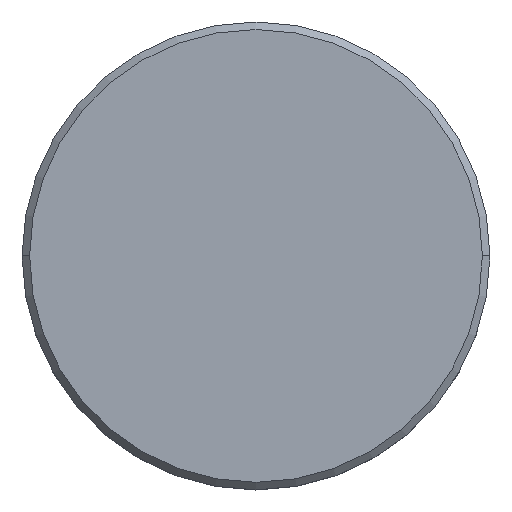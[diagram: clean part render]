
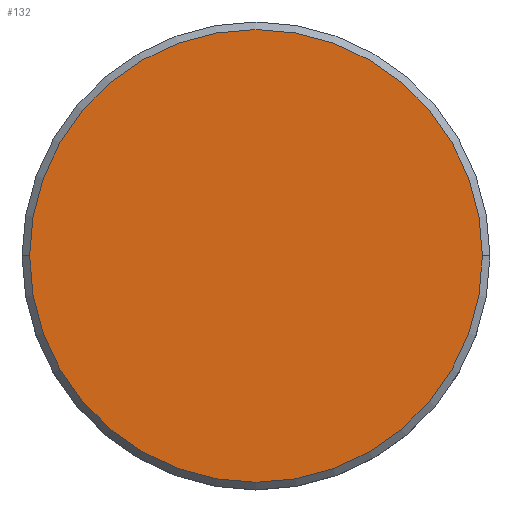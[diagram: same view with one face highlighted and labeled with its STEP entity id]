
A CAD part, top view. The second image highlights one B-rep face of the part: STEP entity #132.
In plain terms, the highlighted planar face has unit normal (0, 0, 1).
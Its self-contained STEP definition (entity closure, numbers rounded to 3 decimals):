
#49 = VERTEX_POINT ( 'NONE', #979 ) ;
#94 = AXIS2_PLACEMENT_3D ( 'NONE', #665, #882, #887 ) ;
#106 = PLANE ( 'NONE',  #800 ) ;
#132 = ADVANCED_FACE ( 'NONE', ( #551 ), #106, .T. ) ;
#212 = ORIENTED_EDGE ( 'NONE', *, *, #845, .T. ) ;
#273 = VERTEX_POINT ( 'NONE', #833 ) ;
#354 = DIRECTION ( 'NONE',  ( 0., 0., 1. ) ) ;
#444 = EDGE_CURVE ( 'NONE', #49, #273, #778, .T. ) ;
#551 = FACE_OUTER_BOUND ( 'NONE', #718, .T. ) ;
#569 = CARTESIAN_POINT ( 'NONE',  ( 0., 0., 0. ) ) ;
#573 = AXIS2_PLACEMENT_3D ( 'NONE', #569, #851, #857 ) ;
#648 = CARTESIAN_POINT ( 'NONE',  ( 0., 0., 0. ) ) ;
#665 = CARTESIAN_POINT ( 'NONE',  ( 0., 0., 0. ) ) ;
#718 = EDGE_LOOP ( 'NONE', ( #212, #1045 ) ) ;
#729 = DIRECTION ( 'NONE',  ( 1., 0., 0. ) ) ;
#778 = CIRCLE ( 'NONE', #573, 15. ) ;
#800 = AXIS2_PLACEMENT_3D ( 'NONE', #648, #354, #729 ) ;
#833 = CARTESIAN_POINT ( 'NONE',  ( -15., 0., 0. ) ) ;
#845 = EDGE_CURVE ( 'NONE', #273, #49, #1180, .T. ) ;
#851 = DIRECTION ( 'NONE',  ( 0., 0., 1. ) ) ;
#857 = DIRECTION ( 'NONE',  ( 1., 0., 0. ) ) ;
#882 = DIRECTION ( 'NONE',  ( 0., 0., 1. ) ) ;
#887 = DIRECTION ( 'NONE',  ( 1., 0., 0. ) ) ;
#979 = CARTESIAN_POINT ( 'NONE',  ( 15., 0., 0. ) ) ;
#1045 = ORIENTED_EDGE ( 'NONE', *, *, #444, .T. ) ;
#1180 = CIRCLE ( 'NONE', #94, 15. ) ;
